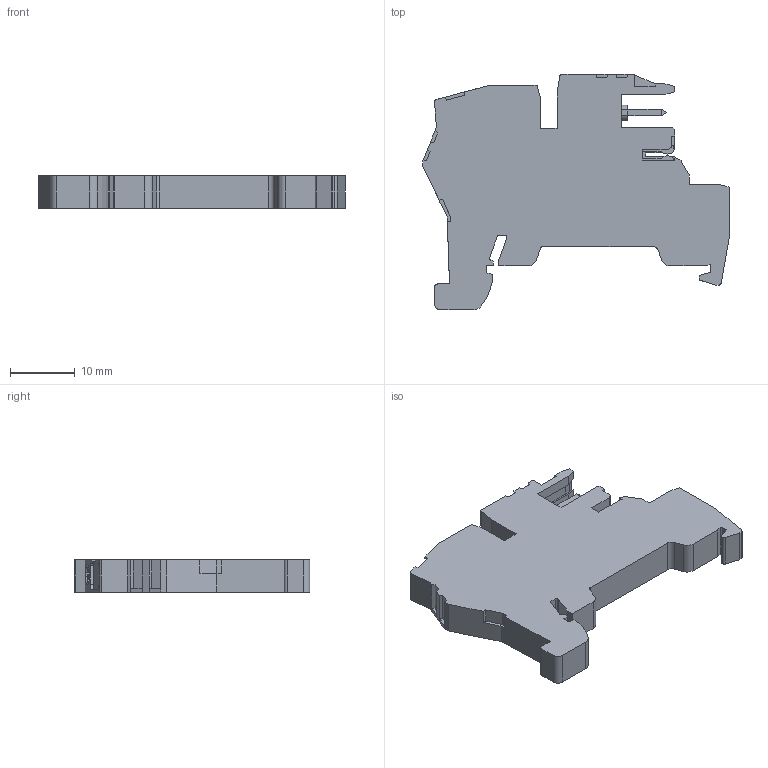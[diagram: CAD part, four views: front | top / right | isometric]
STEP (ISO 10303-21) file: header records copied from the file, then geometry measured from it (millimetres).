
FILE_DESCRIPTION (( 'STEP AP214' ), '1' );
FILE_NAME ('364019_PCY 2,5_Grey.STP', '2013-11-14T05:56:01', ( 'arge' ), ( 'Microsoft' ), 'SwSTEP 2.0', 'SolidWorks 2013', '' );
FILE_SCHEMA (( 'AUTOMOTIVE_DESIGN' ));
Length unit declared in the file: millimetre
Products named in the file (1): 364019_PCY 2,5_Grey
Bounding box: 47.42 x 36.5 x 5.05 mm (x, y, z)
Volume: 5349 mm3; surface area: 3454.3 mm2
Topology: 1 solids, 2 shells, 230 faces, 640 edges, 420 vertices
Faces by surface type: plane 177, cylinder 48, cone 3, torus 2
Entity records: 9559 total; most frequent: CARTESIAN_POINT 1297, ORIENTED_EDGE 1280, DIRECTION 1208, EDGE_CURVE 640, VECTOR 530, LINE 530, VERTEX_POINT 420, AXIS2_PLACEMENT_3D 339
